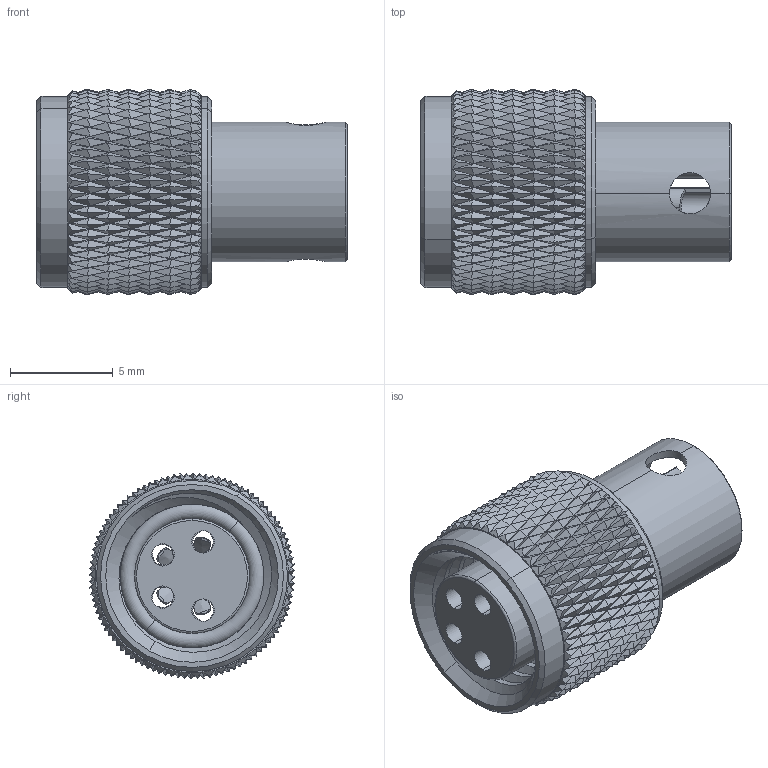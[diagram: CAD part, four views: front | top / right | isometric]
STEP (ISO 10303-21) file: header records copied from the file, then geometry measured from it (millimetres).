
FILE_DESCRIPTION (( 'STEP AP203' ), '1' );
FILE_NAME ('50-00682_A.STEP', '2022-05-10T18:09:20', ( '' ), ( '' ), 'SwSTEP 2.0', 'SolidWorks 2021', '' );
FILE_SCHEMA (( 'CONFIG_CONTROL_DESIGN' ));
Length unit declared in the file: millimetre
Products named in the file (6): 50-00682-04___; 50-00682-01___; 50-00682-05___; 50-00682-02___; 50-00682_A; 50-00682-03___
Assembly tree (8 placements, depth 2):
  50-00682_A
    50-00682-01___
    50-00682-02___
    50-00682-03___  x4
    50-00682-04___
    50-00682-05___
Bounding box: 15.1 x 10 x 10 mm (x, y, z)
Volume: 597.5 mm3; surface area: 2041.8 mm2
Topology: 8 solids, 8 shells, 1668 faces, 4844 edges, 3205 vertices
Faces by surface type: bspline 926, cylinder 418, cone 200, plane 118, torus 6
Entity records: 154153 total; most frequent: CARTESIAN_POINT 124748, ORIENTED_EDGE 8806, EDGE_CURVE 4403, B_SPLINE_CURVE_WITH_KNOTS 3304, VERTEX_POINT 2923, DIRECTION 1897, EDGE_LOOP 1524, FACE_OUTER_BOUND 1497
